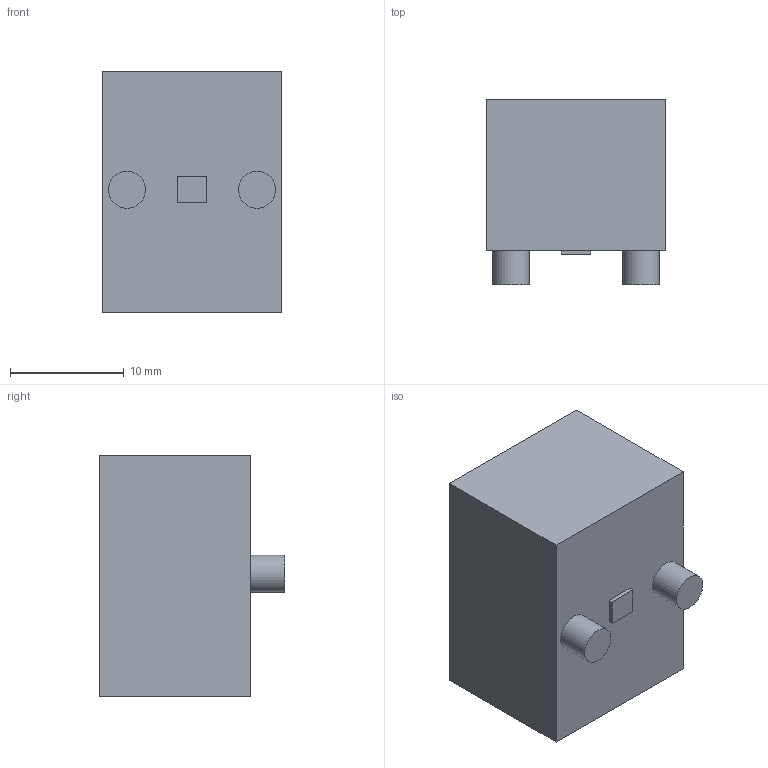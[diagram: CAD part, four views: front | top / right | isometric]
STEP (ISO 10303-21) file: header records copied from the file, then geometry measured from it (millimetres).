
FILE_DESCRIPTION(/* description */ (''),/* implementation_level */ '2;1');
FILE_NAME(/* name */ 'RJ45 Wurth 615 008 142 621 v3.step',/* time_stamp */ '2021-02-09T21:42:31+08:00',/* author */ (''),/* organization */ (''),/* preprocessor_version */ 'ST-DEVELOPER v18.1',/* originating_system */ 'Autodesk Translation Framework v9.7.1.1290',/* authorisation */ '');
FILE_SCHEMA (('AUTOMOTIVE_DESIGN { 1 0 10303 214 3 1 1 }'));
Length unit declared in the file: millimetre
Products named in the file (2): RJ45 Wurth 615 008 142 621; Housing
Assembly tree (1 placements, depth 2):
  RJ45 Wurth 615 008 142 621
    Housing
Bounding box: 15.8 x 16.3 x 21.2 mm (x, y, z)
Volume: 2821.9 mm3; surface area: 2537.8 mm2
Topology: 1 solids, 1 shells, 40 faces, 102 edges, 68 vertices
Faces by surface type: plane 38, cylinder 2
Full cylindrical faces by diameter (mm): 3.25 x2
Entity records: 1243 total; most frequent: CARTESIAN_POINT 213, ORIENTED_EDGE 204, DIRECTION 192, EDGE_CURVE 102, LINE 98, VECTOR 98, VERTEX_POINT 68, AXIS2_PLACEMENT_3D 47
